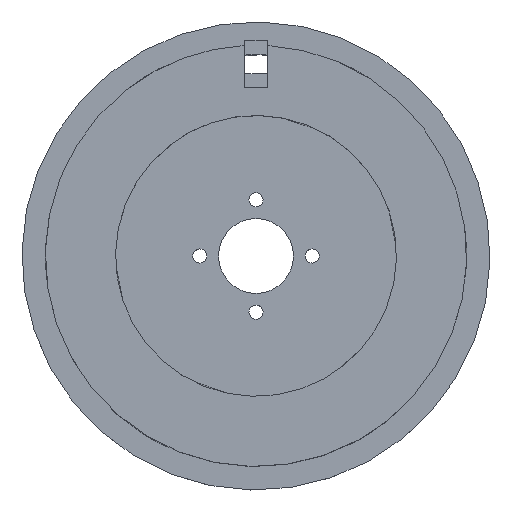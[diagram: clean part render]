
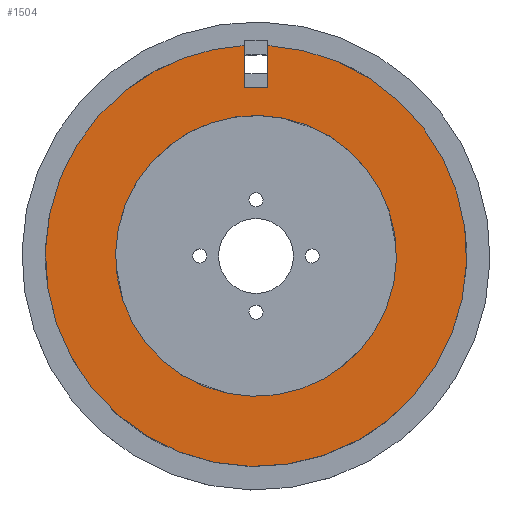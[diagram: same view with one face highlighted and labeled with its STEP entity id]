
A CAD part, top view. The second image highlights one B-rep face of the part: STEP entity #1504.
In plain terms, the highlighted planar face has unit normal (0, 0, 1).
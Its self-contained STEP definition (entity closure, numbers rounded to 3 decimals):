
#654=CARTESIAN_POINT('Vertex',(-14.383,26.327,29.)) ;
#657=CARTESIAN_POINT('Axis2P3D Location',(0.,0.,29.)) ;
#661=CARTESIAN_POINT('Vertex',(14.383,-26.327,29.)) ;
#788=CARTESIAN_POINT('Axis2P3D Location',(0.,0.,29.)) ;
#1313=CARTESIAN_POINT('Vertex',(-2.55,36.,29.)) ;
#1318=CARTESIAN_POINT('Line Origine',(0.,36.,29.)) ;
#1322=CARTESIAN_POINT('Vertex',(2.55,36.,29.)) ;
#1454=CARTESIAN_POINT('Axis2P3D Location',(0.,-30.,29.)) ;
#1459=CARTESIAN_POINT('Line Origine',(-2.55,40.464,29.)) ;
#1463=CARTESIAN_POINT('Vertex',(-2.55,44.928,29.)) ;
#1466=CARTESIAN_POINT('Axis2P3D Location',(0.,0.,29.)) ;
#1470=CARTESIAN_POINT('Vertex',(-21.574,39.491,29.)) ;
#1473=CARTESIAN_POINT('Axis2P3D Location',(0.,0.,29.)) ;
#1477=CARTESIAN_POINT('Vertex',(21.574,-39.491,29.)) ;
#1480=CARTESIAN_POINT('Axis2P3D Location',(0.,0.,29.)) ;
#1484=CARTESIAN_POINT('Vertex',(2.55,44.928,29.)) ;
#1487=CARTESIAN_POINT('Line Origine',(2.55,40.464,29.)) ;
#658=DIRECTION('Axis2P3D Direction',(0.,0.,1.)) ;
#789=DIRECTION('Axis2P3D Direction',(0.,0.,1.)) ;
#1319=DIRECTION('Vector Direction',(-1.,0.,0.)) ;
#1455=DIRECTION('Axis2P3D Direction',(0.,0.,1.)) ;
#1456=DIRECTION('Axis2P3D XDirection',(1.,0.,0.)) ;
#1460=DIRECTION('Vector Direction',(0.,1.,0.)) ;
#1467=DIRECTION('Axis2P3D Direction',(0.,0.,1.)) ;
#1474=DIRECTION('Axis2P3D Direction',(0.,0.,1.)) ;
#1481=DIRECTION('Axis2P3D Direction',(0.,0.,1.)) ;
#1488=DIRECTION('Vector Direction',(0.,1.,0.)) ;
#659=AXIS2_PLACEMENT_3D('Circle Axis2P3D',#657,#658,$) ;
#790=AXIS2_PLACEMENT_3D('Circle Axis2P3D',#788,#789,$) ;
#1457=AXIS2_PLACEMENT_3D('Plane Axis2P3D',#1454,#1455,#1456) ;
#1468=AXIS2_PLACEMENT_3D('Circle Axis2P3D',#1466,#1467,$) ;
#1475=AXIS2_PLACEMENT_3D('Circle Axis2P3D',#1473,#1474,$) ;
#1482=AXIS2_PLACEMENT_3D('Circle Axis2P3D',#1480,#1481,$) ;
#1493=ORIENTED_EDGE('',*,*,#1465,.T.) ;
#1494=ORIENTED_EDGE('',*,*,#1472,.T.) ;
#1495=ORIENTED_EDGE('',*,*,#1479,.T.) ;
#1496=ORIENTED_EDGE('',*,*,#1486,.T.) ;
#1497=ORIENTED_EDGE('',*,*,#1491,.F.) ;
#1498=ORIENTED_EDGE('',*,*,#1324,.T.) ;
#1501=ORIENTED_EDGE('',*,*,#792,.F.) ;
#1502=ORIENTED_EDGE('',*,*,#663,.F.) ;
#1503=FACE_BOUND('',#1500,.T.) ;
#1320=VECTOR('Line Direction',#1319,1.) ;
#1461=VECTOR('Line Direction',#1460,1.) ;
#1489=VECTOR('Line Direction',#1488,1.) ;
#1504=ADVANCED_FACE('Corps principal',(#1499,#1503),#1458,.T.) ;
#660=CIRCLE('generated circle',#659,30.) ;
#791=CIRCLE('generated circle',#790,30.) ;
#1469=CIRCLE('generated circle',#1468,45.) ;
#1476=CIRCLE('generated circle',#1475,45.) ;
#1483=CIRCLE('generated circle',#1482,45.) ;
#663=EDGE_CURVE('',#655,#662,#660,.T.) ;
#792=EDGE_CURVE('',#662,#655,#791,.T.) ;
#1324=EDGE_CURVE('',#1323,#1314,#1321,.T.) ;
#1465=EDGE_CURVE('',#1314,#1464,#1462,.T.) ;
#1472=EDGE_CURVE('',#1464,#1471,#1469,.T.) ;
#1479=EDGE_CURVE('',#1471,#1478,#1476,.T.) ;
#1486=EDGE_CURVE('',#1478,#1485,#1483,.T.) ;
#1491=EDGE_CURVE('',#1323,#1485,#1490,.T.) ;
#1492=EDGE_LOOP('',(#1493,#1494,#1495,#1496,#1497,#1498)) ;
#1500=EDGE_LOOP('',(#1501,#1502)) ;
#1499=FACE_OUTER_BOUND('',#1492,.T.) ;
#1321=LINE('Line',#1318,#1320) ;
#1462=LINE('Line',#1459,#1461) ;
#1490=LINE('Line',#1487,#1489) ;
#1458=PLANE('',#1457) ;
#655=VERTEX_POINT('',#654) ;
#662=VERTEX_POINT('',#661) ;
#1314=VERTEX_POINT('',#1313) ;
#1323=VERTEX_POINT('',#1322) ;
#1464=VERTEX_POINT('',#1463) ;
#1471=VERTEX_POINT('',#1470) ;
#1478=VERTEX_POINT('',#1477) ;
#1485=VERTEX_POINT('',#1484) ;
